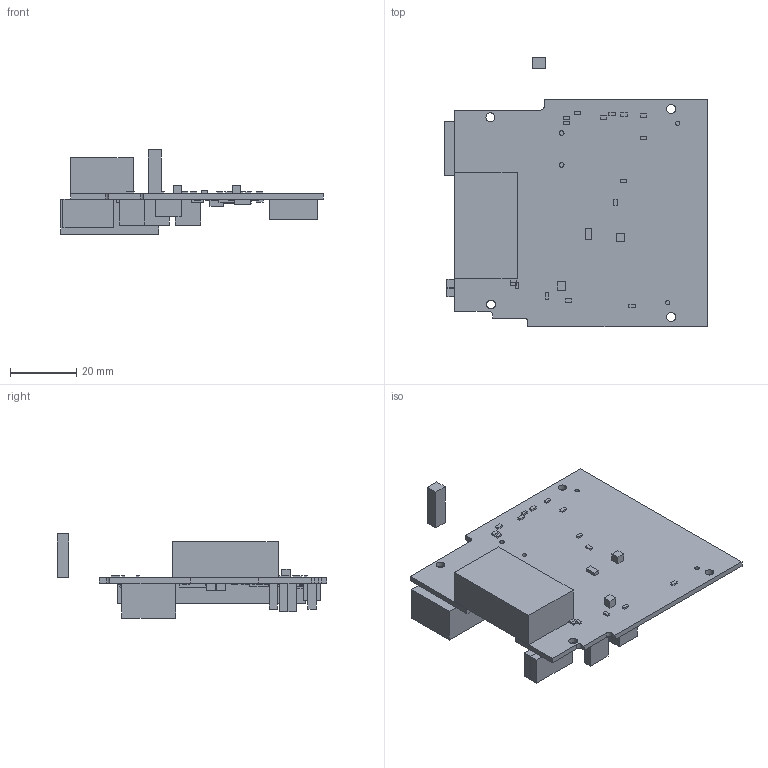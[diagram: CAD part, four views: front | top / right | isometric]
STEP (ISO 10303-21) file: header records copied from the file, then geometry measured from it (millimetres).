
FILE_DESCRIPTION(/* description */ ('PCB Design'),/* implementation_level */ '2;1');
FILE_NAME(/* name */ 'pc053a_toplevel_06redone3',/* time_stamp */ '2016-08-19T17:36:36+01:00',/* author */ ('phpgb'),/* organization */ (''),/* preprocessor_version */ 'ST-DEVELOPER v15',/* originating_system */ 'allegro_16.6-2015S058',/* authorisation */ '');
FILE_SCHEMA (('AUTOMOTIVE_DESIGN'));
Length unit declared in the file: millimetre
Products named in the file (24): PC053A_TOPLEVEL_06REDONE3; BOARD; COMPONENTS; RJ45_DUAL_445600012; HIROSE_U-FL-R-SMT-1_10; SOP65P640X120-24N; SAMTEC_MTLW-103-07-L-S-250; SAMTEC_SEAM-40-035-S-10-2-A; C0603; C0402; MOLEX_74737004; SOP50P640X120-38N; TP_HOLE_08; LED2_CBI571; TSSOP14MA_065; SOT95P280X110-5N; INDC3225X220N; TYCO_1888247-1; MOLEX_90131-0123; QFN50P500X500X100-33N-S325; SOIC127P600X175-8N; SOP50P310X90-8N; SOP65P490X110-8N; C0805
Assembly tree (71 placements, depth 3):
  PC053A_TOPLEVEL_06REDONE3
    BOARD
    COMPONENTS
      RJ45_DUAL_445600012
      HIROSE_U-FL-R-SMT-1_10
      SOP65P640X120-24N
      SAMTEC_MTLW-103-07-L-S-250  x3
      SAMTEC_SEAM-40-035-S-10-2-A
      C0603  x3
      C0402  x39
      MOLEX_74737004
      SOP50P640X120-38N
      TP_HOLE_08  x2
      LED2_CBI571  x2
      TSSOP14MA_065
      SOT95P280X110-5N
      INDC3225X220N  x2
      TYCO_1888247-1
      MOLEX_90131-0123
      QFN50P500X500X100-33N-S325
      SOIC127P600X175-8N
      SOP50P310X90-8N  x2
      SOP65P490X110-8N
      C0805  x3
Bounding box: 79.45 x 81.72 x 25.54 mm (x, y, z)
Surface area: 21288.3 mm2 (no closed solid volume)
Topology: 0 solids, 73 shells, 475 faces, 1068 edges, 658 vertices
Faces by surface type: plane 456, cylinder 19
Entity records: 5995 total; most frequent: ORIENTED_EDGE 822, DIRECTION 665, CARTESIAN_POINT 467, EDGE_CURVE 444, VECTOR 406, LINE 406, AXIS2_PLACEMENT_3D 367, VERTEX_POINT 340
